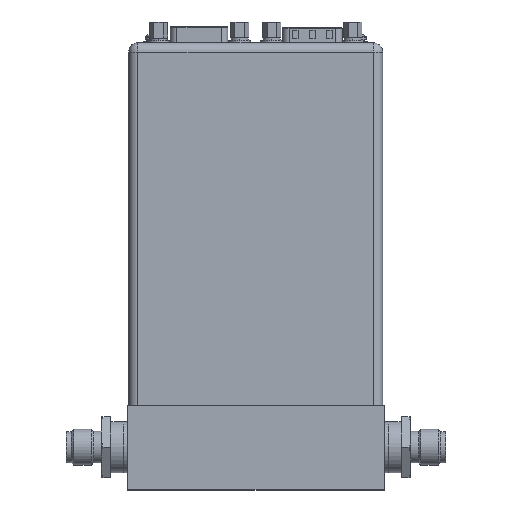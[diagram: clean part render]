
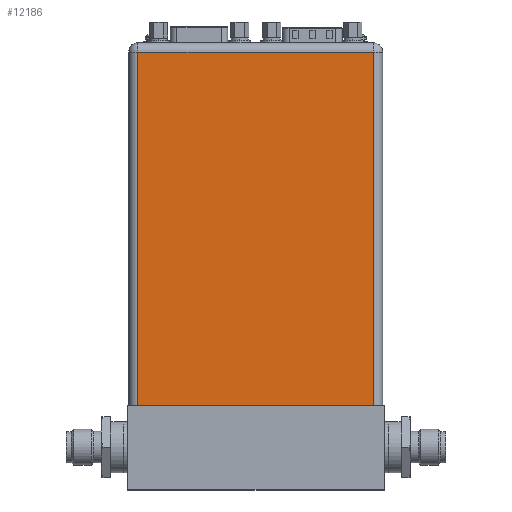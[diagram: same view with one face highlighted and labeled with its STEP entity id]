
A CAD part, top view. The second image highlights one B-rep face of the part: STEP entity #12186.
In plain terms, the highlighted planar face has unit normal (0, 0, 1).
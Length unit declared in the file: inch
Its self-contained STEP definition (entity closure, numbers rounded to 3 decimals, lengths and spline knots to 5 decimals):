
#9096=DIRECTION('',(1.,0.,0.));
#9097=VECTOR('',#9096,2.757);
#9098=CARTESIAN_POINT('',(-1.3785,0.,1.425));
#9099=LINE('',#9098,#9097);
#10476=DIRECTION('',(0.,-1.,0.));
#10477=VECTOR('',#10476,4.141);
#10478=CARTESIAN_POINT('',(1.3785,4.141,1.425));
#10479=LINE('',#10478,#10477);
#10483=DIRECTION('',(0.,-1.,0.));
#10484=VECTOR('',#10483,4.141);
#10485=CARTESIAN_POINT('',(-1.3785,4.141,1.425));
#10486=LINE('',#10485,#10484);
#10490=DIRECTION('',(1.,0.,0.));
#10491=VECTOR('',#10490,2.757);
#10492=CARTESIAN_POINT('',(-1.3785,4.141,1.425));
#10493=LINE('',#10492,#10491);
#10833=CARTESIAN_POINT('',(1.3785,0.,1.425));
#10835=VERTEX_POINT('',#10833);
#10836=CARTESIAN_POINT('',(1.3785,4.141,1.425));
#10837=VERTEX_POINT('',#10836);
#10848=CARTESIAN_POINT('',(-1.3785,0.,1.425));
#10850=VERTEX_POINT('',#10848);
#10852=CARTESIAN_POINT('',(-1.3785,4.141,1.425));
#10853=VERTEX_POINT('',#10852);
#12174=CARTESIAN_POINT('',(-1.4875,0.,1.425));
#12175=DIRECTION('',(0.,0.,1.));
#12176=DIRECTION('',(1.,0.,0.));
#12177=AXIS2_PLACEMENT_3D('',#12174,#12175,#12176);
#12178=PLANE('',#12177);
#12179=ORIENTED_EDGE('',*,*,#12167,.T.);
#12180=ORIENTED_EDGE('',*,*,#11075,.F.);
#12182=ORIENTED_EDGE('',*,*,#12181,.F.);
#12183=ORIENTED_EDGE('',*,*,#11812,.T.);
#12184=EDGE_LOOP('',(#12179,#12180,#12182,#12183));
#12185=FACE_OUTER_BOUND('',#12184,.F.);
#12186=ADVANCED_FACE('',(#12185),#12178,.T.);
#11075=EDGE_CURVE('',#10850,#10835,#9099,.T.);
#11812=EDGE_CURVE('',#10853,#10837,#10493,.T.);
#12167=EDGE_CURVE('',#10837,#10835,#10479,.T.);
#12181=EDGE_CURVE('',#10853,#10850,#10486,.T.);
